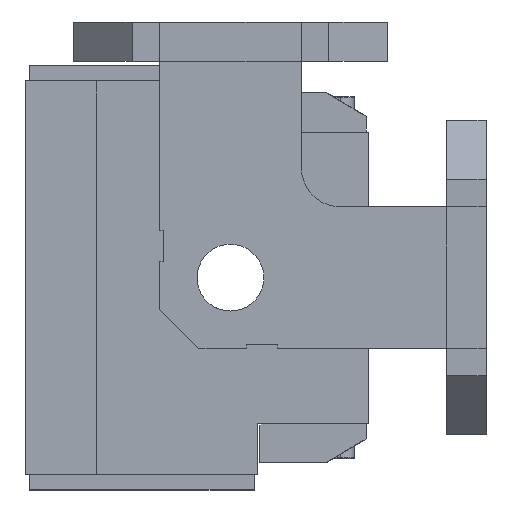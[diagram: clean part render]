
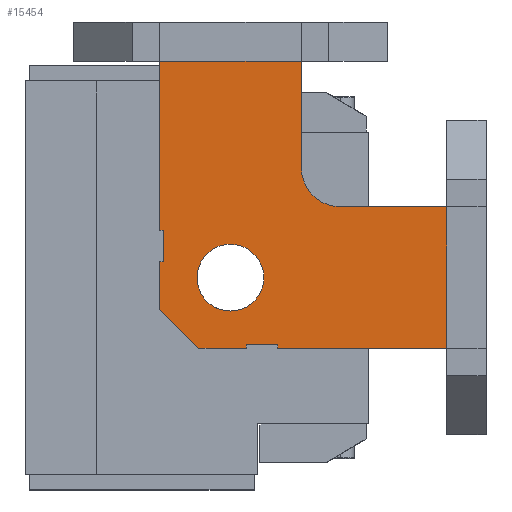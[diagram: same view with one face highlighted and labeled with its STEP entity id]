
A CAD part, left-side view. The second image highlights one B-rep face of the part: STEP entity #15454.
In plain terms, the highlighted face is planar.
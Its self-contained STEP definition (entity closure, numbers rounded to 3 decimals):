
#32 = CARTESIAN_POINT ( 'NONE',  ( 43., 72., 0. ) ) ;
#57 = CARTESIAN_POINT ( 'NONE',  ( 43., 73., 0. ) ) ;
#58 = DIRECTION ( 'NONE',  ( 0., 1., 0. ) ) ;
#59 = CARTESIAN_POINT ( 'NONE',  ( 37., 0., 0. ) ) ;
#62 = CARTESIAN_POINT ( 'NONE',  ( 27., 27., 0. ) ) ;
#63 = DIRECTION ( 'NONE',  ( -1., 0., 0. ) ) ;
#64 = CARTESIAN_POINT ( 'NONE',  ( 0., 37., 0. ) ) ;
#65 = DIRECTION ( 'NONE',  ( 0., -1., 0. ) ) ;
#66 = CARTESIAN_POINT ( 'NONE',  ( 0., 37., 0. ) ) ;
#67 = DIRECTION ( 'NONE',  ( 1., 0., 0. ) ) ;
#68 = DIRECTION ( 'NONE',  ( 0., 0., -1. ) ) ;
#69 = DIRECTION ( 'NONE',  ( 1., 0., 0. ) ) ;
#70 = CARTESIAN_POINT ( 'NONE',  ( 0., 73., 0. ) ) ;
#71 = DIRECTION ( 'NONE',  ( -1., 0., 0. ) ) ;
#72 = CARTESIAN_POINT ( 'NONE',  ( 51., 73., 0. ) ) ;
#73 = DIRECTION ( 'NONE',  ( 0., -1., 0. ) ) ;
#74 = CARTESIAN_POINT ( 'NONE',  ( 51., 73., 0. ) ) ;
#75 = DIRECTION ( 'NONE',  ( -1., 0., 0. ) ) ;
#76 = CARTESIAN_POINT ( 'NONE',  ( 73., 63., 0. ) ) ;
#77 = DIRECTION ( 'NONE',  ( -0.707, 0.707, 0. ) ) ;
#78 = CARTESIAN_POINT ( 'NONE',  ( 73., 51., 0. ) ) ;
#79 = DIRECTION ( 'NONE',  ( 0., 1., 0. ) ) ;
#80 = CARTESIAN_POINT ( 'NONE',  ( 73., 51., 0. ) ) ;
#81 = DIRECTION ( 'NONE',  ( 1., 0., 0. ) ) ;
#82 = CARTESIAN_POINT ( 'NONE',  ( 72., 43., 0. ) ) ;
#83 = DIRECTION ( 'NONE',  ( 0., 1., 0. ) ) ;
#84 = CARTESIAN_POINT ( 'NONE',  ( 73., 43., 0. ) ) ;
#85 = DIRECTION ( 'NONE',  ( -1., 0., 0. ) ) ;
#86 = CARTESIAN_POINT ( 'NONE',  ( 73., 0., 0. ) ) ;
#87 = DIRECTION ( 'NONE',  ( 0., 1., 0. ) ) ;
#89 = CARTESIAN_POINT ( 'NONE',  ( 37., 0., 0. ) ) ;
#90 = DIRECTION ( 'NONE',  ( 1., 0., 0. ) ) ;
#93 = DIRECTION ( 'NONE',  ( 0., -1., 0. ) ) ;
#94 = CARTESIAN_POINT ( 'NONE',  ( 55., 55., 0. ) ) ;
#97 = DIRECTION ( 'NONE',  ( 0., 0., 1. ) ) ;
#98 = DIRECTION ( 'NONE',  ( 1., 0., 0. ) ) ;
#821 = ORIENTED_EDGE ( 'NONE', *, *, #10481, .F. ) ;
#823 = ORIENTED_EDGE ( 'NONE', *, *, #10483, .F. ) ;
#831 = ORIENTED_EDGE ( 'NONE', *, *, #10489, .F. ) ;
#833 = ORIENTED_EDGE ( 'NONE', *, *, #10490, .F. ) ;
#834 = ORIENTED_EDGE ( 'NONE', *, *, #10491, .F. ) ;
#837 = ORIENTED_EDGE ( 'NONE', *, *, #10492, .F. ) ;
#840 = ORIENTED_EDGE ( 'NONE', *, *, #10493, .F. ) ;
#842 = ORIENTED_EDGE ( 'NONE', *, *, #10494, .F. ) ;
#844 = ORIENTED_EDGE ( 'NONE', *, *, #10495, .F. ) ;
#846 = ORIENTED_EDGE ( 'NONE', *, *, #17954, .T. ) ;
#871 = ORIENTED_EDGE ( 'NONE', *, *, #10484, .F. ) ;
#912 = ORIENTED_EDGE ( 'NONE', *, *, #10488, .F. ) ;
#914 = ORIENTED_EDGE ( 'NONE', *, *, #10487, .F. ) ;
#918 = ORIENTED_EDGE ( 'NONE', *, *, #10482, .F. ) ;
#922 = ORIENTED_EDGE ( 'NONE', *, *, #10485, .F. ) ;
#926 = ORIENTED_EDGE ( 'NONE', *, *, #10486, .F. ) ;
#927 = ORIENTED_EDGE ( 'NONE', *, *, #10497, .T. ) ;
#930 = ORIENTED_EDGE ( 'NONE', *, *, #10479, .F. ) ;
#2786 = CARTESIAN_POINT ( 'NONE',  ( 27., 27., 0. ) ) ;
#2792 = PLANE ( 'NONE',  #8350 ) ;
#2793 = DIRECTION ( 'NONE',  ( 0., 0., 1. ) ) ;
#2794 = DIRECTION ( 'NONE',  ( 1., 0., 0. ) ) ;
#4450 = CARTESIAN_POINT ( 'NONE',  ( 46.5, 55., 0. ) ) ;
#4462 = CARTESIAN_POINT ( 'NONE',  ( 63.5, 55., 0. ) ) ;
#5033 = CARTESIAN_POINT ( 'NONE',  ( 55., 55., 0. ) ) ;
#5036 = DIRECTION ( 'NONE',  ( 0., 0., 1. ) ) ;
#5037 = DIRECTION ( 'NONE',  ( 1., 0., 0. ) ) ;
#6992 = EDGE_LOOP ( 'NONE', ( #871, #823, #918, #922, #930, #821, #926, #914, #912, #831, #833, #834, #837, #840, #842, #844 ) ) ;
#7100 = EDGE_LOOP ( 'NONE', ( #846, #927 ) ) ;
#8350 = AXIS2_PLACEMENT_3D ( 'NONE', #2786, #2793, #2794 ) ;
#8690 = AXIS2_PLACEMENT_3D ( 'NONE', #5033, #5036, #5037 ) ;
#8919 = VERTEX_POINT ( 'NONE', #17362 ) ;
#8931 = VERTEX_POINT ( 'NONE', #17386 ) ;
#8938 = VERTEX_POINT ( 'NONE', #17400 ) ;
#8940 = VERTEX_POINT ( 'NONE', #17404 ) ;
#8942 = VERTEX_POINT ( 'NONE', #18986 ) ;
#8947 = VERTEX_POINT ( 'NONE', #18991 ) ;
#8956 = VERTEX_POINT ( 'NONE', #19000 ) ;
#8964 = VERTEX_POINT ( 'NONE', #19008 ) ;
#8995 = VERTEX_POINT ( 'NONE', #19039 ) ;
#9001 = VERTEX_POINT ( 'NONE', #19045 ) ;
#9003 = VERTEX_POINT ( 'NONE', #19047 ) ;
#9005 = VERTEX_POINT ( 'NONE', #19049 ) ;
#9017 = VERTEX_POINT ( 'NONE', #19061 ) ;
#9021 = VERTEX_POINT ( 'NONE', #19065 ) ;
#9023 = VERTEX_POINT ( 'NONE', #19067 ) ;
#9024 = VERTEX_POINT ( 'NONE', #19068 ) ;
#10479 = EDGE_CURVE ( 'NONE', #8938, #8995, #14098, .T. ) ;
#10481 = EDGE_CURVE ( 'NONE', #9024, #8938, #14101, .T. ) ;
#10482 = EDGE_CURVE ( 'NONE', #9017, #9005, #14103, .T. ) ;
#10483 = EDGE_CURVE ( 'NONE', #9005, #8931, #14105, .T. ) ;
#10484 = EDGE_CURVE ( 'NONE', #8931, #8947, #14108, .T. ) ;
#10485 = EDGE_CURVE ( 'NONE', #8995, #9017, #14100, .T. ) ;
#10486 = EDGE_CURVE ( 'NONE', #8942, #9024, #14109, .T. ) ;
#10487 = EDGE_CURVE ( 'NONE', #8940, #8942, #14111, .T. ) ;
#10488 = EDGE_CURVE ( 'NONE', #9001, #8940, #14113, .T. ) ;
#10489 = EDGE_CURVE ( 'NONE', #8919, #9001, #14115, .T. ) ;
#10490 = EDGE_CURVE ( 'NONE', #8956, #8919, #14117, .T. ) ;
#10491 = EDGE_CURVE ( 'NONE', #9021, #8956, #14119, .T. ) ;
#10492 = EDGE_CURVE ( 'NONE', #9003, #9021, #14121, .T. ) ;
#10493 = EDGE_CURVE ( 'NONE', #9023, #9003, #14123, .T. ) ;
#10494 = EDGE_CURVE ( 'NONE', #8964, #9023, #14125, .T. ) ;
#10495 = EDGE_CURVE ( 'NONE', #8947, #8964, #14107, .T. ) ;
#10497 = EDGE_CURVE ( 'NONE', #17717, #17705, #14133, .T. ) ;
#11874 = CIRCLE ( 'NONE', #8690, 8.5 ) ;
#12717 = AXIS2_PLACEMENT_3D ( 'NONE', #94, #97, #98 ) ;
#12719 = AXIS2_PLACEMENT_3D ( 'NONE', #62, #68, #69 ) ;
#13608 = FACE_BOUND ( 'NONE', #7100, .T. ) ;
#13617 = FACE_OUTER_BOUND ( 'NONE', #6992, .T. ) ;
#14072 = VECTOR ( 'NONE', #63, 1000. ) ;
#14075 = VECTOR ( 'NONE', #71, 1000. ) ;
#14098 = LINE ( 'NONE', #57, #14099 ) ;
#14099 = VECTOR ( 'NONE', #58, 1000. ) ;
#14100 = LINE ( 'NONE', #70, #14075 ) ;
#14101 = LINE ( 'NONE', #32, #14072 ) ;
#14103 = LINE ( 'NONE', #64, #14104 ) ;
#14104 = VECTOR ( 'NONE', #65, 1000. ) ;
#14105 = LINE ( 'NONE', #66, #14106 ) ;
#14106 = VECTOR ( 'NONE', #67, 1000. ) ;
#14107 = LINE ( 'NONE', #59, #14127 ) ;
#14108 = CIRCLE ( 'NONE', #12719, 10. ) ;
#14109 = LINE ( 'NONE', #72, #14110 ) ;
#14110 = VECTOR ( 'NONE', #73, 1000. ) ;
#14111 = LINE ( 'NONE', #74, #14112 ) ;
#14112 = VECTOR ( 'NONE', #75, 1000. ) ;
#14113 = LINE ( 'NONE', #76, #14114 ) ;
#14114 = VECTOR ( 'NONE', #77, 1000. ) ;
#14115 = LINE ( 'NONE', #78, #14116 ) ;
#14116 = VECTOR ( 'NONE', #79, 1000. ) ;
#14117 = LINE ( 'NONE', #80, #14118 ) ;
#14118 = VECTOR ( 'NONE', #81, 1000. ) ;
#14119 = LINE ( 'NONE', #82, #14120 ) ;
#14120 = VECTOR ( 'NONE', #83, 1000. ) ;
#14121 = LINE ( 'NONE', #84, #14122 ) ;
#14122 = VECTOR ( 'NONE', #85, 1000. ) ;
#14123 = LINE ( 'NONE', #86, #14124 ) ;
#14124 = VECTOR ( 'NONE', #87, 1000. ) ;
#14125 = LINE ( 'NONE', #89, #14126 ) ;
#14126 = VECTOR ( 'NONE', #90, 1000. ) ;
#14127 = VECTOR ( 'NONE', #93, 1000. ) ;
#14133 = CIRCLE ( 'NONE', #12717, 8.5 ) ;
#15454 = ADVANCED_FACE ( 'NONE', ( #13617, #13608 ), #2792, .F. ) ;
#17362 = CARTESIAN_POINT ( 'NONE',  ( 73., 51., 0. ) ) ;
#17386 = CARTESIAN_POINT ( 'NONE',  ( 27., 37., 0. ) ) ;
#17400 = CARTESIAN_POINT ( 'NONE',  ( 43., 72., 0. ) ) ;
#17404 = CARTESIAN_POINT ( 'NONE',  ( 63., 73., 0. ) ) ;
#17705 = VERTEX_POINT ( 'NONE', #4450 ) ;
#17717 = VERTEX_POINT ( 'NONE', #4462 ) ;
#17954 = EDGE_CURVE ( 'NONE', #17705, #17717, #11874, .T. ) ;
#18986 = CARTESIAN_POINT ( 'NONE',  ( 51., 73., 0. ) ) ;
#18991 = CARTESIAN_POINT ( 'NONE',  ( 37., 27., 0. ) ) ;
#19000 = CARTESIAN_POINT ( 'NONE',  ( 72., 51., 0. ) ) ;
#19008 = CARTESIAN_POINT ( 'NONE',  ( 37., 0., 0. ) ) ;
#19039 = CARTESIAN_POINT ( 'NONE',  ( 43., 73., 0. ) ) ;
#19045 = CARTESIAN_POINT ( 'NONE',  ( 73., 63., 0. ) ) ;
#19047 = CARTESIAN_POINT ( 'NONE',  ( 73., 43., 0. ) ) ;
#19049 = CARTESIAN_POINT ( 'NONE',  ( 0., 37., 0. ) ) ;
#19061 = CARTESIAN_POINT ( 'NONE',  ( 0., 73., 0. ) ) ;
#19065 = CARTESIAN_POINT ( 'NONE',  ( 72., 43., 0. ) ) ;
#19067 = CARTESIAN_POINT ( 'NONE',  ( 73., 0., 0. ) ) ;
#19068 = CARTESIAN_POINT ( 'NONE',  ( 51., 72., 0. ) ) ;
